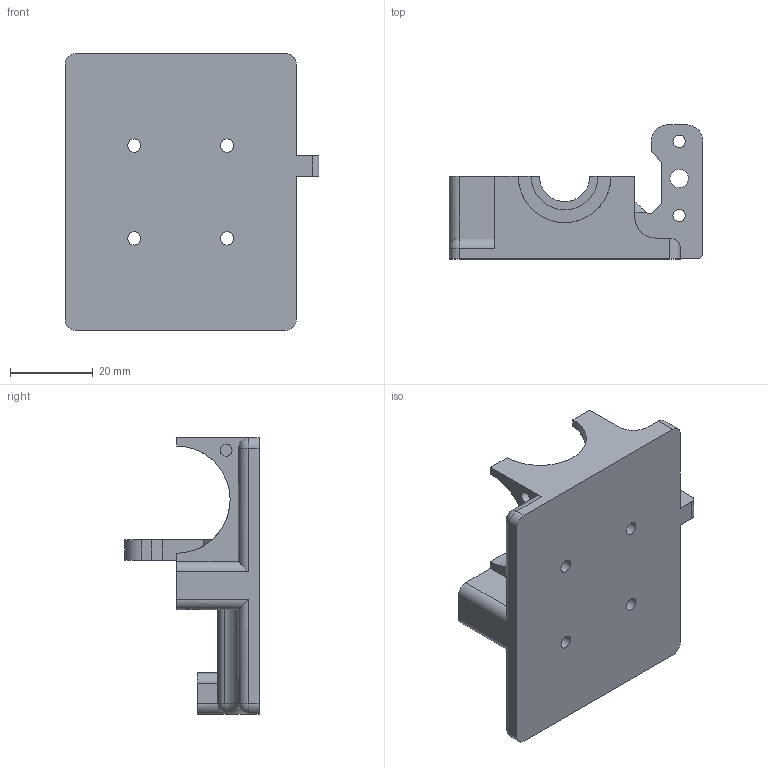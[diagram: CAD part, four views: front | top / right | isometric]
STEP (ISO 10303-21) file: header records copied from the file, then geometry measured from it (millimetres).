
FILE_DESCRIPTION(/* description */ (''),/* implementation_level */ '2;1');
FILE_NAME(/* name */ 'BlTouch.step',/* time_stamp */ '2018-02-17T20:04:09+00:00',/* author */ (''),/* organization */ (''),/* preprocessor_version */ 'ST-DEVELOPER v16.13',/* originating_system */ 'Autodesk Translation Framework v6.5.0.72',/* authorisation */ '');
FILE_SCHEMA (('AUTOMOTIVE_DESIGN { 1 0 10303 214 3 1 1 }'));
Length unit declared in the file: millimetre
Products named in the file (1): BlTouch
Bounding box: 61.5 x 32.5 x 67 mm (x, y, z)
Volume: 36284.3 mm3; surface area: 13656 mm2
Topology: 1 solids, 1 shells, 132 faces, 334 edges, 215 vertices
Faces by surface type: plane 69, cylinder 56, sphere 5, torus 2
Full cylindrical faces by diameter (mm): 2.9 x1, 3 x2, 3.2 x12, 4.5 x1, 6 x4
Entity records: 4186 total; most frequent: CARTESIAN_POINT 834, DIRECTION 705, ORIENTED_EDGE 668, EDGE_CURVE 334, AXIS2_PLACEMENT_3D 247, VERTEX_POINT 215, LINE 211, VECTOR 211
